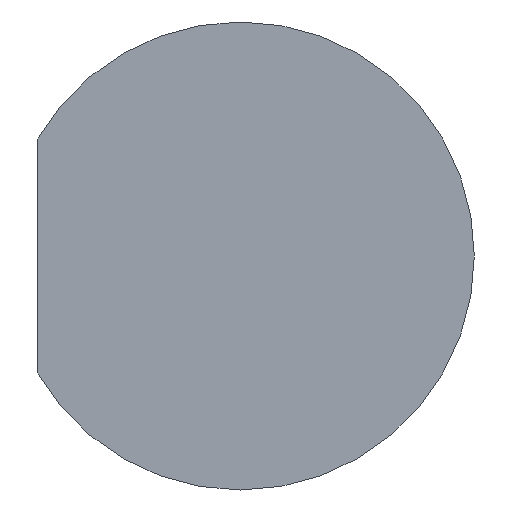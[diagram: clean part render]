
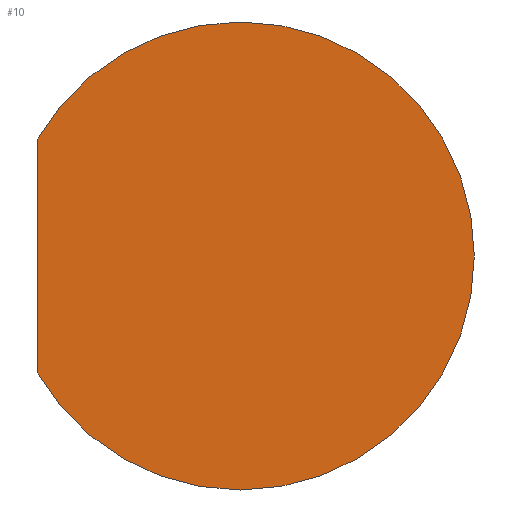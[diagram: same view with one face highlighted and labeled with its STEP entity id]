
A CAD part, left-side view. The second image highlights one B-rep face of the part: STEP entity #10.
In plain terms, the highlighted planar face has unit normal (-1, 0, 0).
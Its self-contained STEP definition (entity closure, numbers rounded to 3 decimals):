
#3 = VERTEX_POINT ( 'NONE', #115 ) ;
#6 = CARTESIAN_POINT ( 'NONE',  ( 0., 0., 0. ) ) ;
#10 = ADVANCED_FACE ( 'NONE', ( #176 ), #31, .F. ) ;
#12 = AXIS2_PLACEMENT_3D ( 'NONE', #6, #101, #71 ) ;
#16 = ORIENTED_EDGE ( 'NONE', *, *, #192, .F. ) ;
#19 = CARTESIAN_POINT ( 'NONE',  ( 0., 0., 0. ) ) ;
#20 = DIRECTION ( 'NONE',  ( 1., 0., 0. ) ) ;
#21 = DIRECTION ( 'NONE',  ( 1., 0., 0. ) ) ;
#26 = DIRECTION ( 'NONE',  ( 0., 0., -1. ) ) ;
#31 = PLANE ( 'NONE',  #12 ) ;
#33 = AXIS2_PLACEMENT_3D ( 'NONE', #104, #20, #26 ) ;
#37 = VERTEX_POINT ( 'NONE', #87 ) ;
#42 = CIRCLE ( 'NONE', #33, 3. ) ;
#47 = EDGE_LOOP ( 'NONE', ( #167, #16, #148, #116 ) ) ;
#49 = AXIS2_PLACEMENT_3D ( 'NONE', #69, #21, #153 ) ;
#51 = EDGE_CURVE ( 'NONE', #164, #3, #42, .T. ) ;
#69 = CARTESIAN_POINT ( 'NONE',  ( 0., 0., 0. ) ) ;
#70 = EDGE_CURVE ( 'NONE', #133, #37, #177, .T. ) ;
#71 = DIRECTION ( 'NONE',  ( 0., 0., -1. ) ) ;
#77 = EDGE_CURVE ( 'NONE', #37, #164, #161, .T. ) ;
#87 = CARTESIAN_POINT ( 'NONE',  ( 0., 0., 3. ) ) ;
#88 = DIRECTION ( 'NONE',  ( 1., 0., 0. ) ) ;
#90 = AXIS2_PLACEMENT_3D ( 'NONE', #19, #88, #141 ) ;
#93 = CARTESIAN_POINT ( 'NONE',  ( 0., 2.598, 1.5 ) ) ;
#101 = DIRECTION ( 'NONE',  ( 1., 0., 0. ) ) ;
#104 = CARTESIAN_POINT ( 'NONE',  ( 0., 0., 0. ) ) ;
#108 = CARTESIAN_POINT ( 'NONE',  ( 0., 0., -3. ) ) ;
#115 = CARTESIAN_POINT ( 'NONE',  ( 0., 2.598, -1.5 ) ) ;
#116 = ORIENTED_EDGE ( 'NONE', *, *, #77, .F. ) ;
#133 = VERTEX_POINT ( 'NONE', #93 ) ;
#141 = DIRECTION ( 'NONE',  ( 0., 0., -1. ) ) ;
#148 = ORIENTED_EDGE ( 'NONE', *, *, #51, .F. ) ;
#153 = DIRECTION ( 'NONE',  ( 0., 0., -1. ) ) ;
#161 = CIRCLE ( 'NONE', #90, 3. ) ;
#164 = VERTEX_POINT ( 'NONE', #108 ) ;
#167 = ORIENTED_EDGE ( 'NONE', *, *, #70, .F. ) ;
#171 = VECTOR ( 'NONE', #182, 1000. ) ;
#172 = CARTESIAN_POINT ( 'NONE',  ( 0., 2.598, -1.5 ) ) ;
#176 = FACE_OUTER_BOUND ( 'NONE', #47, .T. ) ;
#177 = CIRCLE ( 'NONE', #49, 3. ) ;
#182 = DIRECTION ( 'NONE',  ( 0., 0., 1. ) ) ;
#192 = EDGE_CURVE ( 'NONE', #3, #133, #202, .T. ) ;
#202 = LINE ( 'NONE', #172, #171 ) ;
